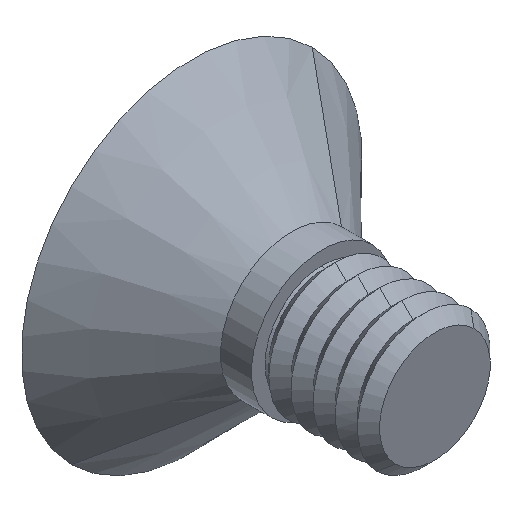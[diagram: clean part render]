
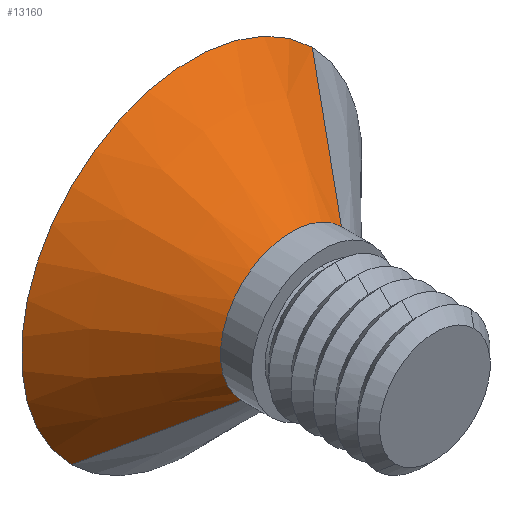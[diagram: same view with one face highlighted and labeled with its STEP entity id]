
A CAD part, isometric view. The second image highlights one B-rep face of the part: STEP entity #13160.
In plain terms, the highlighted conical face has half-angle 45 degrees and reference radius 3.85 mm.
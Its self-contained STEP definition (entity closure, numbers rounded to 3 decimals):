
#3770=CARTESIAN_POINT('',(47.856,29.624,
7.));
#3780=DIRECTION('',(0.,-1.,0.));
#3790=DIRECTION('',(-0.707,0.,0.707));
#3800=AXIS2_PLACEMENT_3D('',#3770,#3780,#3790);
#3810=CIRCLE('',#3800,3.85);
#3820=CARTESIAN_POINT('',(45.133,29.624,
9.722));
#3830=VERTEX_POINT('',#3820);
#3840=CARTESIAN_POINT('',(50.578,29.624,
4.278));
#3850=VERTEX_POINT('',#3840);
#3860=EDGE_CURVE('',#3830,#3850,#3810,.T.);
#11760=CARTESIAN_POINT('',(48.987,31.874,
5.869));
#11770=VERTEX_POINT('',#11760);
#11800=CARTESIAN_POINT('',(47.856,31.874,
7.));
#11810=DIRECTION('',(0.,-1.,0.));
#11820=DIRECTION('',(-0.707,0.,0.707));
#11830=AXIS2_PLACEMENT_3D('',#11800,#11810,#11820);
#11840=CIRCLE('',#11830,1.6);
#11850=CARTESIAN_POINT('',(46.724,31.874,
8.131));
#11860=VERTEX_POINT('',#11850);
#11990=CARTESIAN_POINT('',(47.856,29.624,
7.));
#12000=DIRECTION('',(0.,-1.,0.));
#12010=DIRECTION('',(-0.707,0.,
0.707));
#12020=AXIS2_PLACEMENT_3D('',#11990,#12000,#12010);
#12030=CONICAL_SURFACE('',#12020,3.85,0.785);
#12040=CARTESIAN_POINT('',(50.578,29.624,
4.278));
#12050=DIRECTION('',(0.5,-0.707,
-0.5));
#12060=VECTOR('',#12050,1.);
#12070=LINE('',#12040,#12060);
#12080=EDGE_CURVE('',#11770,#3850,#12070,.T.);
#12110=CARTESIAN_POINT('',(45.133,29.624,
9.722));
#12120=DIRECTION('',(-0.5,-0.707,
0.5));
#12130=VECTOR('',#12120,1.);
#12140=LINE('',#12110,#12130);
#12150=EDGE_CURVE('',#11860,#3830,#12140,.T.);
#13090=ORIENTED_EDGE('',*,*,#3860,.F.);
#13100=ORIENTED_EDGE('',*,*,#12080,.T.);
#13110=EDGE_CURVE('',#11860,#11770,#11840,.T.);
#13120=ORIENTED_EDGE('',*,*,#13110,.T.);
#13130=ORIENTED_EDGE('',*,*,#12150,.F.);
#13140=EDGE_LOOP('',(#13130,#13120,#13100,#13090));
#13150=FACE_OUTER_BOUND('',#13140,.T.);
#13160=ADVANCED_FACE('',(#13150),#12030,.T.);
